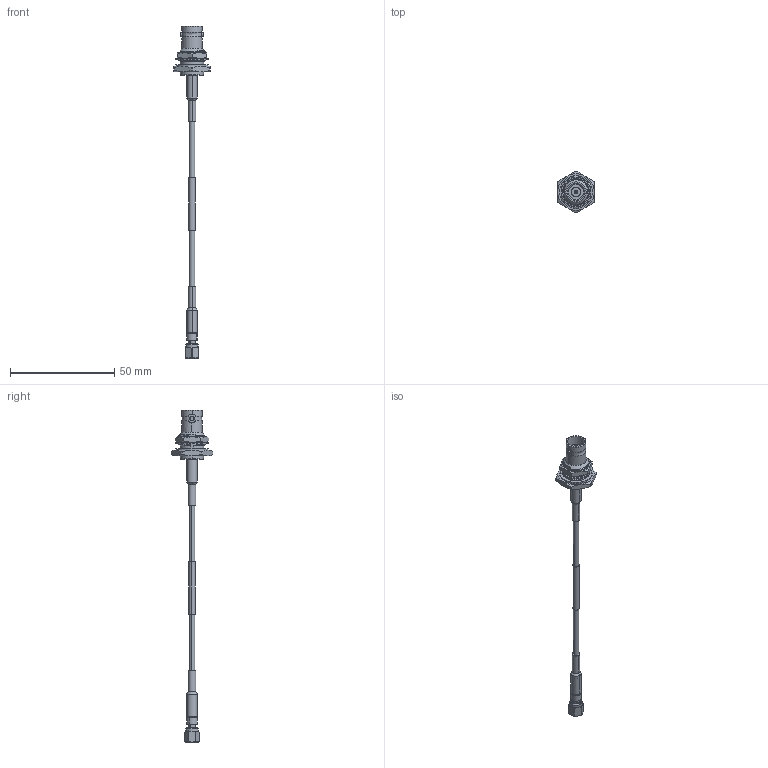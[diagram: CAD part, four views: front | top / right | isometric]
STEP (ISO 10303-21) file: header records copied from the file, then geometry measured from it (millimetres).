
FILE_DESCRIPTION (( 'STEP AP214' ), '1' );
FILE_NAME ('FMC1838315_3D.step', '2023-09-22T14:33:04', ( '' ), ( '' ), 'SwSTEP 2.0', 'SolidWorks 2022', '' );
FILE_SCHEMA (( 'AUTOMOTIVE_DESIGN' ));
Length unit declared in the file: inch
Products named in the file (5): SC6015_3D^FMC1838315; SC8801_3D^FMC1838315; Heat Shrinks^FMC1838315; RG316^FMC1838315_RG316U; FMC1838315_3D
Assembly tree (5 placements, depth 2):
  FMC1838315_3D
    RG316^FMC1838315_RG316U
    Heat Shrinks^FMC1838315  x2
    SC8801_3D^FMC1838315
    SC6015_3D^FMC1838315
Bounding box: 17.5 x 19.89 x 159.13 mm (x, y, z)
Volume: 3906.4 mm3; surface area: 5350.6 mm2
Topology: 10 solids, 10 shells, 418 faces, 1077 edges, 701 vertices
Faces by surface type: cylinder 146, plane 112, cone 79, bspline 75, torus 6
Entity records: 23134 total; most frequent: CARTESIAN_POINT 13513, ORIENTED_EDGE 2114, DIRECTION 1721, EDGE_CURVE 1057, VERTEX_POINT 692, AXIS2_PLACEMENT_3D 686, EDGE_LOOP 445, ADVANCED_FACE 409
